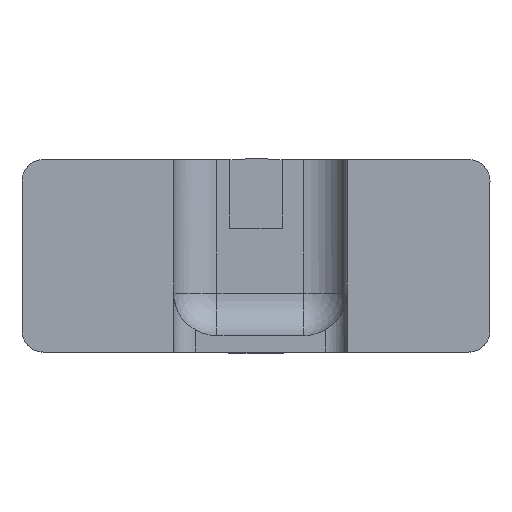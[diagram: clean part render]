
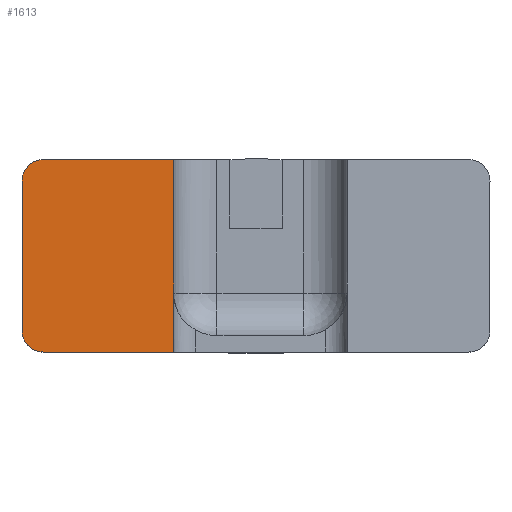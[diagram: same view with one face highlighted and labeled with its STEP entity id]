
A CAD part, top view. The second image highlights one B-rep face of the part: STEP entity #1613.
In plain terms, the highlighted planar face has unit normal (0, 0, 1).
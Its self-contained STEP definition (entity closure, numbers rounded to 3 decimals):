
#1222=AXIS2_PLACEMENT_3D('Plane Axis2P3D',#1219,#1220,#1221) ;
#1580=AXIS2_PLACEMENT_3D('Circle Axis2P3D',#1578,#1579,$) ;
#1594=AXIS2_PLACEMENT_3D('Circle Axis2P3D',#1592,#1593,$) ;
#1167=CARTESIAN_POINT('Vertex',(1.747,0.,14.896)) ;
#1170=CARTESIAN_POINT('Line Origine',(0.998,0.,14.896)) ;
#1174=CARTESIAN_POINT('Vertex',(0.25,0.,14.896)) ;
#1219=CARTESIAN_POINT('Axis2P3D Location',(-0.847,-33.37,14.896)) ;
#1539=CARTESIAN_POINT('Vertex',(1.747,2.219,14.896)) ;
#1544=CARTESIAN_POINT('Line Origine',(1.747,1.45,14.895)) ;
#1548=CARTESIAN_POINT('Vertex',(1.747,0.68,14.896)) ;
#1551=CARTESIAN_POINT('Line Origine',(1.747,0.34,14.895)) ;
#1578=CARTESIAN_POINT('Axis2P3D Location',(0.25,0.25,14.896)) ;
#1582=CARTESIAN_POINT('Vertex',(0.,0.25,14.896)) ;
#1585=CARTESIAN_POINT('Line Origine',(0.998,2.219,14.896)) ;
#1589=CARTESIAN_POINT('Vertex',(0.25,2.219,14.896)) ;
#1592=CARTESIAN_POINT('Axis2P3D Location',(0.25,1.969,14.896)) ;
#1596=CARTESIAN_POINT('Vertex',(0.,1.969,14.896)) ;
#1599=CARTESIAN_POINT('Line Origine',(0.,1.11,14.896)) ;
#1171=DIRECTION('Vector Direction',(-1.,0.,0.)) ;
#1220=DIRECTION('Axis2P3D Direction',(0.,0.,-1.)) ;
#1221=DIRECTION('Axis2P3D XDirection',(0.,-1.,0.)) ;
#1545=DIRECTION('Vector Direction',(0.,1.,0.)) ;
#1552=DIRECTION('Vector Direction',(0.,-1.,0.)) ;
#1579=DIRECTION('Axis2P3D Direction',(0.,0.,-1.)) ;
#1586=DIRECTION('Vector Direction',(-1.,0.,0.)) ;
#1593=DIRECTION('Axis2P3D Direction',(0.,0.,-1.)) ;
#1600=DIRECTION('Vector Direction',(0.,1.,0.)) ;
#1172=VECTOR('Line Direction',#1171,1.) ;
#1546=VECTOR('Line Direction',#1545,1.) ;
#1553=VECTOR('Line Direction',#1552,1.) ;
#1587=VECTOR('Line Direction',#1586,1.) ;
#1601=VECTOR('Line Direction',#1600,1.) ;
#1605=ORIENTED_EDGE('',*,*,#1584,.F.) ;
#1606=ORIENTED_EDGE('',*,*,#1176,.F.) ;
#1607=ORIENTED_EDGE('',*,*,#1555,.T.) ;
#1608=ORIENTED_EDGE('',*,*,#1550,.T.) ;
#1609=ORIENTED_EDGE('',*,*,#1591,.F.) ;
#1610=ORIENTED_EDGE('',*,*,#1598,.F.) ;
#1611=ORIENTED_EDGE('',*,*,#1603,.F.) ;
#1613=ADVANCED_FACE('K\X2\00F6\X0\rper.3 ( *SOL3 - wsp KODIERSTIFT 5 -  -Non Smart-  )',(#1612),#1223,.F.) ;
#1581=CIRCLE('generated circle',#1580,0.25) ;
#1595=CIRCLE('generated circle',#1594,0.25) ;
#1176=EDGE_CURVE('',#1168,#1175,#1173,.T.) ;
#1550=EDGE_CURVE('',#1549,#1540,#1547,.T.) ;
#1555=EDGE_CURVE('',#1168,#1549,#1554,.F.) ;
#1584=EDGE_CURVE('',#1175,#1583,#1581,.T.) ;
#1591=EDGE_CURVE('',#1590,#1540,#1588,.F.) ;
#1598=EDGE_CURVE('',#1597,#1590,#1595,.T.) ;
#1603=EDGE_CURVE('',#1583,#1597,#1602,.T.) ;
#1604=EDGE_LOOP('',(#1605,#1606,#1607,#1608,#1609,#1610,#1611)) ;
#1612=FACE_OUTER_BOUND('',#1604,.T.) ;
#1173=LINE('Line',#1170,#1172) ;
#1547=LINE('Line',#1544,#1546) ;
#1554=LINE('Line',#1551,#1553) ;
#1588=LINE('Line',#1585,#1587) ;
#1602=LINE('Line',#1599,#1601) ;
#1223=PLANE('',#1222) ;
#1168=VERTEX_POINT('',#1167) ;
#1175=VERTEX_POINT('',#1174) ;
#1540=VERTEX_POINT('',#1539) ;
#1549=VERTEX_POINT('',#1548) ;
#1583=VERTEX_POINT('',#1582) ;
#1590=VERTEX_POINT('',#1589) ;
#1597=VERTEX_POINT('',#1596) ;
